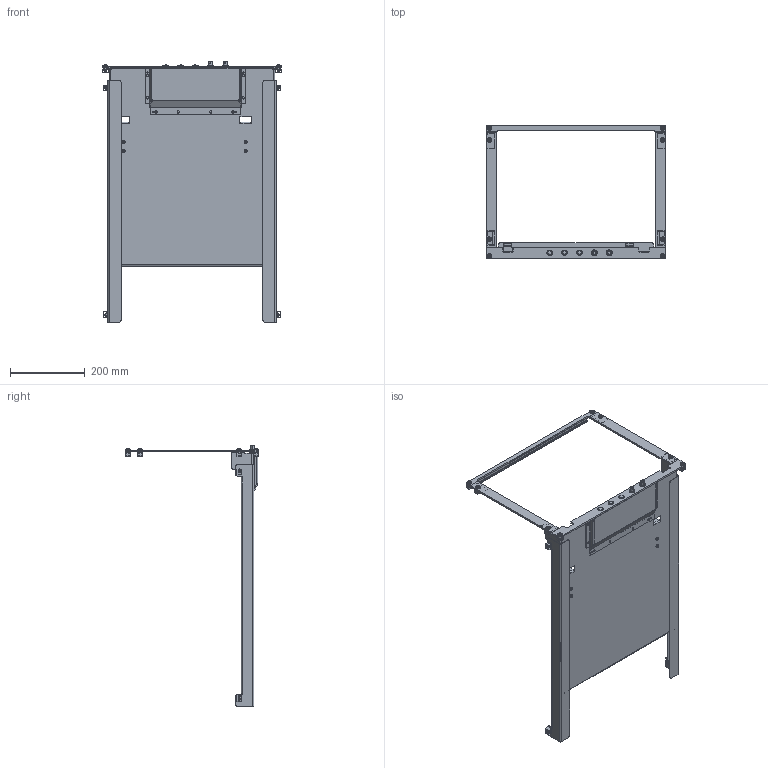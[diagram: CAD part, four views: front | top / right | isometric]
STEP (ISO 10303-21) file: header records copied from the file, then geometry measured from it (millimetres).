
FILE_DESCRIPTION(('CoCreate Modeling STEP Export'),'2;1');
FILE_NAME('Raptor_Rackmount.stp','2011-08-03T14:35:51',(''),(''),'CoCreate Modeling STEP processor for AP214 (Solid Model)','CoCreate Modeling 17.0B 12-Nov-2010 (C) Parametric Technology GmbH','');
FILE_SCHEMA(('AUTOMOTIVE_DESIGN { 1 0 10303 214 1 1 1 1 }'));
Length unit declared in the file: millimetre
Products named in the file (27): N2902-03701.2; N2902-03701.1; N2902-03701; N2902-24104.1.1; N2902-24104; bnc.1250-2199.1.1; BNC_Cable; BNC_GROUP; 6960-0041.1; N2902-24102.1; N2902-24102; N2902-24101.1; N2902-24101; N2902-24103.1; N2902-24103; 0570-1366.2; 0590-0804.12; 2360-0806.6; N2902-00401.1; N2902-00401.2; 0590-1086; N2902-00401.Tray; 0515-0380; N2902-01201.ClampBracket; N2902-60001.Raptor_RackMount
Assembly tree (59 placements, depth 3):
  N2902-60001.Raptor_RackMount
    N2902-01201.ClampBracket  x2
    6960-0041.1  x5
    0515-0380  x4
    N2902-00401.Tray
      0590-1086  x4
      N2902-00401.2
      N2902-00401.1
    2360-0806.6  x4
    0590-0804.12  x12
    0570-1366.2  x8
    N2902-24103
      N2902-24103.1
    N2902-24101.1
      N2902-24101.1
    N2902-24101
      N2902-24101.1
    N2902-24102
      N2902-24102.1
    BNC_GROUP
      BNC_Cable
      bnc.1250-2199.1.1  x2
    N2902-24104
      N2902-24104.1.1
    N2902-03701
      N2902-03701.1
      N2902-03701.2
Bounding box: 482.6 x 355.6 x 700.12 mm (x, y, z)
Volume: 1244232.4 mm3; surface area: 958056.7 mm2
Topology: 51 solids, 51 shells, 2157 faces, 5699 edges, 3781 vertices
Faces by surface type: plane 1079, cylinder 817, torus 132, cone 124, sphere 5
Entity records: 29489 total; most frequent: CARTESIAN_POINT 7049, ORIENTED_EDGE 4500, DIRECTION 4401, EDGE_CURVE 2250, AXIS2_PLACEMENT_3D 1527, VERTEX_POINT 1494, VECTOR 1347, LINE 1347
